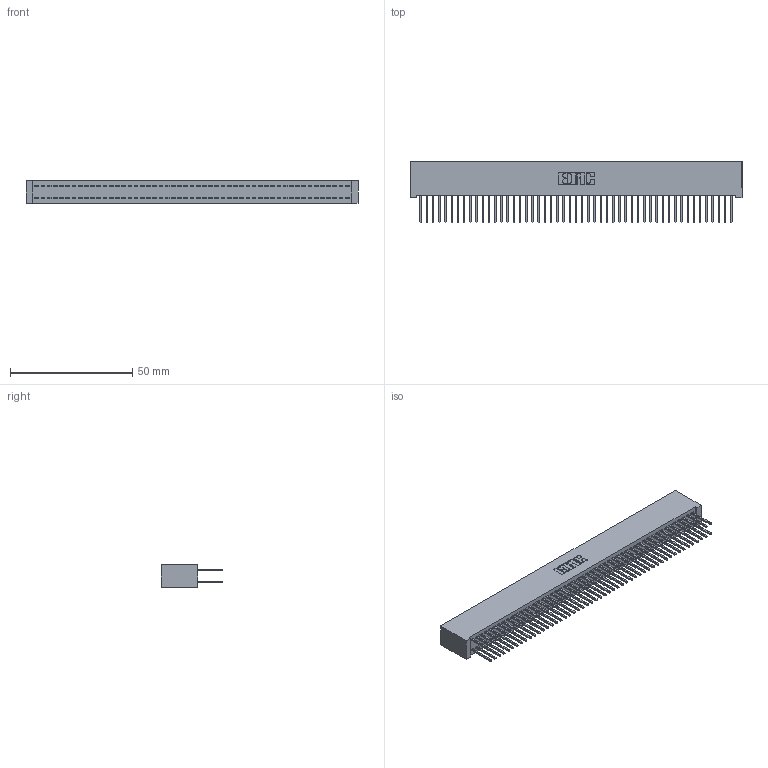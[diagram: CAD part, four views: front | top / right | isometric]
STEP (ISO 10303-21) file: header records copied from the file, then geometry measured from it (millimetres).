
FILE_DESCRIPTION (( 'STEP AP203' ), '1' );
FILE_NAME ('342-102-523-201.STEP', '2019-10-04T18:03:48', ( '' ), ( '' ), 'SwSTEP 2.0', 'SolidWorks 2016', '' );
FILE_SCHEMA (( 'CONFIG_CONTROL_DESIGN' ));
Length unit declared in the file: inch
Products named in the file (3): 345-292-001_345-293-123; 342-102-523-201; 342 Part_Lugless
Assembly tree (103 placements, depth 2):
  342-102-523-201
    342 Part_Lugless
    345-292-001_345-293-123  x102
Bounding box: 135.79 x 25.15 x 9.4 mm (x, y, z)
Volume: 12891.8 mm3; surface area: 22541.9 mm2
Topology: 103 solids, 103 shells, 5406 faces, 16085 edges, 10586 vertices
Faces by surface type: plane 3734, cylinder 1672
Entity records: 31255 total; most frequent: CARTESIAN_POINT 5166, ORIENTED_EDGE 5102, DIRECTION 4391, EDGE_CURVE 2551, VECTOR 2431, LINE 2431, VERTEX_POINT 1698, AXIS2_PLACEMENT_3D 980
